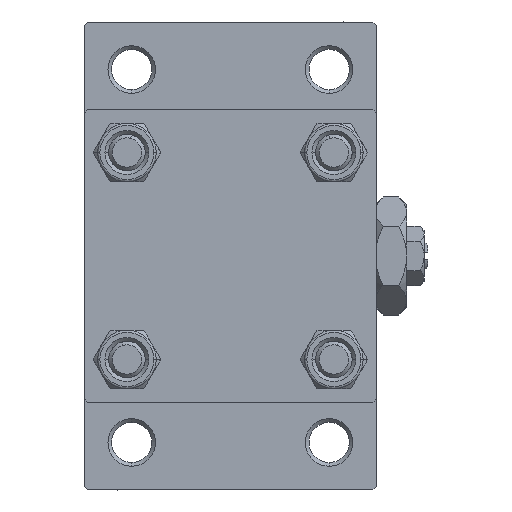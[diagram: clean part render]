
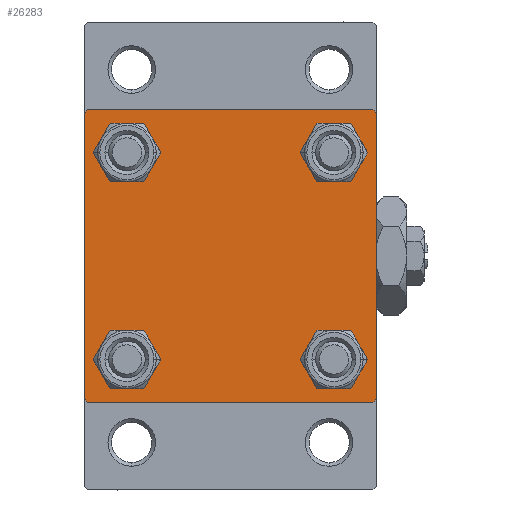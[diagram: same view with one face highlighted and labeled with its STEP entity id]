
A CAD part, left-side view. The second image highlights one B-rep face of the part: STEP entity #26283.
In plain terms, the highlighted planar face has unit normal (-1, 0, 0).
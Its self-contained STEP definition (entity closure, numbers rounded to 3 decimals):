
#82 = DIRECTION ( 'NONE',  ( 0., 0., 1. ) ) ;
#100 = ORIENTED_EDGE ( 'NONE', *, *, #30597, .T. ) ;
#144 = DIRECTION ( 'NONE',  ( 0., 0.707, -0.707 ) ) ;
#515 = DIRECTION ( 'NONE',  ( 0., 0., 1. ) ) ;
#700 = DIRECTION ( 'NONE',  ( 0., 0., 1. ) ) ;
#775 = ORIENTED_EDGE ( 'NONE', *, *, #20762, .T. ) ;
#788 = CIRCLE ( 'NONE', #9495, 3. ) ;
#1011 = CARTESIAN_POINT ( 'NONE',  ( 0., 14.15, -17.15 ) ) ;
#1852 = AXIS2_PLACEMENT_3D ( 'NONE', #4246, #34326, #515 ) ;
#1889 = VERTEX_POINT ( 'NONE', #6493 ) ;
#2110 = ORIENTED_EDGE ( 'NONE', *, *, #14446, .T. ) ;
#2150 = DIRECTION ( 'NONE',  ( 0., 0., 1. ) ) ;
#2362 = EDGE_LOOP ( 'NONE', ( #25134, #28930, #100, #7948, #48739, #19669, #32412, #28415 ) ) ;
#2615 = EDGE_CURVE ( 'NONE', #38499, #11918, #18938, .T. ) ;
#2685 = FACE_BOUND ( 'NONE', #3519, .T. ) ;
#2804 = VERTEX_POINT ( 'NONE', #43776 ) ;
#3478 = DIRECTION ( 'NONE',  ( 1., 0., 0. ) ) ;
#3519 = EDGE_LOOP ( 'NONE', ( #28827, #26456 ) ) ;
#3907 = CARTESIAN_POINT ( 'NONE',  ( 0., 19.75, -19.75 ) ) ;
#4050 = CARTESIAN_POINT ( 'NONE',  ( 0., -14.15, -14.15 ) ) ;
#4083 = CARTESIAN_POINT ( 'NONE',  ( 0., -19.75, 19.75 ) ) ;
#4246 = CARTESIAN_POINT ( 'NONE',  ( 0., 14.15, 14.15 ) ) ;
#4716 = LINE ( 'NONE', #34801, #29716 ) ;
#4924 = CARTESIAN_POINT ( 'NONE',  ( 0., 20., 20. ) ) ;
#5172 = EDGE_CURVE ( 'NONE', #20883, #47350, #15269, .T. ) ;
#5379 = DIRECTION ( 'NONE',  ( 1., 0., 0. ) ) ;
#5487 = CARTESIAN_POINT ( 'NONE',  ( 0., -14.15, 17.15 ) ) ;
#5710 = AXIS2_PLACEMENT_3D ( 'NONE', #4050, #41030, #82 ) ;
#5893 = DIRECTION ( 'NONE',  ( 1., 0., 0. ) ) ;
#6493 = CARTESIAN_POINT ( 'NONE',  ( 0., -20., 19.5 ) ) ;
#6567 = EDGE_CURVE ( 'NONE', #1889, #21613, #10987, .T. ) ;
#7100 = EDGE_LOOP ( 'NONE', ( #41116, #775 ) ) ;
#7196 = CARTESIAN_POINT ( 'NONE',  ( 0., -14.15, 14.15 ) ) ;
#7363 = CARTESIAN_POINT ( 'NONE',  ( 0., 14.15, -14.15 ) ) ;
#7610 = DIRECTION ( 'NONE',  ( 0., 0., -1. ) ) ;
#7948 = ORIENTED_EDGE ( 'NONE', *, *, #10768, .T. ) ;
#8280 = DIRECTION ( 'NONE',  ( 0., 0., 1. ) ) ;
#8284 = VECTOR ( 'NONE', #20472, 1000. ) ;
#8455 = CIRCLE ( 'NONE', #26575, 3. ) ;
#8579 = VERTEX_POINT ( 'NONE', #32694 ) ;
#9373 = ORIENTED_EDGE ( 'NONE', *, *, #24264, .T. ) ;
#9495 = AXIS2_PLACEMENT_3D ( 'NONE', #7196, #3478, #15328 ) ;
#9612 = LINE ( 'NONE', #4924, #8284 ) ;
#9862 = FACE_BOUND ( 'NONE', #30838, .T. ) ;
#10341 = AXIS2_PLACEMENT_3D ( 'NONE', #38194, #34984, #700 ) ;
#10768 = EDGE_CURVE ( 'NONE', #31551, #21613, #33275, .T. ) ;
#10987 = LINE ( 'NONE', #18876, #17944 ) ;
#11918 = VERTEX_POINT ( 'NONE', #35948 ) ;
#12666 = VERTEX_POINT ( 'NONE', #37950 ) ;
#13322 = FACE_BOUND ( 'NONE', #7100, .T. ) ;
#13567 = PLANE ( 'NONE',  #39731 ) ;
#13669 = CARTESIAN_POINT ( 'NONE',  ( 0., -19.5, -20. ) ) ;
#13748 = CARTESIAN_POINT ( 'NONE',  ( 0., 19.5, 20. ) ) ;
#14046 = FACE_OUTER_BOUND ( 'NONE', #2362, .T. ) ;
#14446 = EDGE_CURVE ( 'NONE', #8579, #14964, #42486, .T. ) ;
#14505 = CARTESIAN_POINT ( 'NONE',  ( 0., 19.75, 19.75 ) ) ;
#14541 = CARTESIAN_POINT ( 'NONE',  ( 0., -19.75, -19.75 ) ) ;
#14943 = VECTOR ( 'NONE', #29572, 1000. ) ;
#14964 = VERTEX_POINT ( 'NONE', #20881 ) ;
#15269 = LINE ( 'NONE', #3907, #25750 ) ;
#15328 = DIRECTION ( 'NONE',  ( 0., 0., 1. ) ) ;
#15727 = EDGE_CURVE ( 'NONE', #11918, #20883, #36530, .T. ) ;
#16864 = EDGE_CURVE ( 'NONE', #25840, #40400, #788, .T. ) ;
#17151 = CARTESIAN_POINT ( 'NONE',  ( 0., -20., -19.5 ) ) ;
#17301 = AXIS2_PLACEMENT_3D ( 'NONE', #28312, #5379, #2150 ) ;
#17944 = VECTOR ( 'NONE', #22565, 1000. ) ;
#18656 = CARTESIAN_POINT ( 'NONE',  ( 0., -14.15, -14.15 ) ) ;
#18713 = EDGE_CURVE ( 'NONE', #1889, #2804, #25805, .T. ) ;
#18876 = CARTESIAN_POINT ( 'NONE',  ( 0., -20., 20. ) ) ;
#18938 = LINE ( 'NONE', #14505, #36677 ) ;
#18975 = DIRECTION ( 'NONE',  ( 0., -0.707, -0.707 ) ) ;
#19267 = AXIS2_PLACEMENT_3D ( 'NONE', #7363, #48269, #8280 ) ;
#19669 = ORIENTED_EDGE ( 'NONE', *, *, #18713, .T. ) ;
#20472 = DIRECTION ( 'NONE',  ( 0., -1., 0. ) ) ;
#20762 = EDGE_CURVE ( 'NONE', #39049, #12666, #39562, .T. ) ;
#20881 = CARTESIAN_POINT ( 'NONE',  ( 0., 14.15, 11.15 ) ) ;
#20883 = VERTEX_POINT ( 'NONE', #26655 ) ;
#21307 = AXIS2_PLACEMENT_3D ( 'NONE', #18656, #42778, #23329 ) ;
#21530 = CARTESIAN_POINT ( 'NONE',  ( 0., 14.15, -11.15 ) ) ;
#21613 = VERTEX_POINT ( 'NONE', #17151 ) ;
#21926 = DIRECTION ( 'NONE',  ( 0., 0., 1. ) ) ;
#22565 = DIRECTION ( 'NONE',  ( 0., 0., -1. ) ) ;
#22859 = VECTOR ( 'NONE', #7610, 1000. ) ;
#23329 = DIRECTION ( 'NONE',  ( 0., 0., 1. ) ) ;
#23660 = CARTESIAN_POINT ( 'NONE',  ( 0., -14.15, 11.15 ) ) ;
#23674 = CIRCLE ( 'NONE', #21307, 3. ) ;
#23967 = DIRECTION ( 'NONE',  ( 0., -1., 0. ) ) ;
#24264 = EDGE_CURVE ( 'NONE', #14964, #8579, #47202, .T. ) ;
#24646 = CARTESIAN_POINT ( 'NONE',  ( 0., -14.15, 14.15 ) ) ;
#24731 = CARTESIAN_POINT ( 'NONE',  ( 0., 20., 20. ) ) ;
#25134 = ORIENTED_EDGE ( 'NONE', *, *, #15727, .T. ) ;
#25476 = EDGE_CURVE ( 'NONE', #47363, #36083, #40529, .T. ) ;
#25750 = VECTOR ( 'NONE', #18975, 1000. ) ;
#25805 = LINE ( 'NONE', #4083, #28459 ) ;
#25840 = VERTEX_POINT ( 'NONE', #5487 ) ;
#26283 = ADVANCED_FACE ( 'NONE', ( #2685, #13322, #9862, #47785, #14046 ), #13567, .T. ) ;
#26456 = ORIENTED_EDGE ( 'NONE', *, *, #31944, .T. ) ;
#26575 = AXIS2_PLACEMENT_3D ( 'NONE', #24646, #5893, #35961 ) ;
#26655 = CARTESIAN_POINT ( 'NONE',  ( 0., 20., -19.5 ) ) ;
#27413 = EDGE_CURVE ( 'NONE', #38499, #2804, #9612, .T. ) ;
#28312 = CARTESIAN_POINT ( 'NONE',  ( 0., 14.15, -14.15 ) ) ;
#28355 = CARTESIAN_POINT ( 'NONE',  ( 0., 0., 0. ) ) ;
#28415 = ORIENTED_EDGE ( 'NONE', *, *, #2615, .T. ) ;
#28459 = VECTOR ( 'NONE', #45750, 1000. ) ;
#28827 = ORIENTED_EDGE ( 'NONE', *, *, #16864, .T. ) ;
#28930 = ORIENTED_EDGE ( 'NONE', *, *, #5172, .T. ) ;
#28931 = EDGE_LOOP ( 'NONE', ( #2110, #9373 ) ) ;
#29572 = DIRECTION ( 'NONE',  ( 0., -0.707, 0.707 ) ) ;
#29613 = ORIENTED_EDGE ( 'NONE', *, *, #40535, .T. ) ;
#29716 = VECTOR ( 'NONE', #23967, 1000. ) ;
#30597 = EDGE_CURVE ( 'NONE', #47350, #31551, #4716, .T. ) ;
#30838 = EDGE_LOOP ( 'NONE', ( #33905, #29613 ) ) ;
#31551 = VERTEX_POINT ( 'NONE', #13669 ) ;
#31944 = EDGE_CURVE ( 'NONE', #40400, #25840, #8455, .T. ) ;
#32367 = CARTESIAN_POINT ( 'NONE',  ( 0., -14.15, -17.15 ) ) ;
#32412 = ORIENTED_EDGE ( 'NONE', *, *, #27413, .F. ) ;
#32694 = CARTESIAN_POINT ( 'NONE',  ( 0., 14.15, 17.15 ) ) ;
#33275 = LINE ( 'NONE', #14541, #14943 ) ;
#33905 = ORIENTED_EDGE ( 'NONE', *, *, #25476, .T. ) ;
#34326 = DIRECTION ( 'NONE',  ( 1., 0., 0. ) ) ;
#34801 = CARTESIAN_POINT ( 'NONE',  ( 0., 20., -20. ) ) ;
#34984 = DIRECTION ( 'NONE',  ( 1., 0., 0. ) ) ;
#35948 = CARTESIAN_POINT ( 'NONE',  ( 0., 20., 19.5 ) ) ;
#35961 = DIRECTION ( 'NONE',  ( 0., 0., 1. ) ) ;
#36083 = VERTEX_POINT ( 'NONE', #1011 ) ;
#36530 = LINE ( 'NONE', #24731, #22859 ) ;
#36677 = VECTOR ( 'NONE', #144, 1000. ) ;
#37950 = CARTESIAN_POINT ( 'NONE',  ( 0., -14.15, -11.15 ) ) ;
#38194 = CARTESIAN_POINT ( 'NONE',  ( 0., 14.15, 14.15 ) ) ;
#38499 = VERTEX_POINT ( 'NONE', #13748 ) ;
#38519 = CIRCLE ( 'NONE', #17301, 3. ) ;
#39049 = VERTEX_POINT ( 'NONE', #32367 ) ;
#39521 = CARTESIAN_POINT ( 'NONE',  ( 0., 19.5, -20. ) ) ;
#39562 = CIRCLE ( 'NONE', #5710, 3. ) ;
#39731 = AXIS2_PLACEMENT_3D ( 'NONE', #28355, #43383, #21926 ) ;
#40400 = VERTEX_POINT ( 'NONE', #23660 ) ;
#40529 = CIRCLE ( 'NONE', #19267, 3. ) ;
#40535 = EDGE_CURVE ( 'NONE', #36083, #47363, #38519, .T. ) ;
#41030 = DIRECTION ( 'NONE',  ( 1., 0., 0. ) ) ;
#41116 = ORIENTED_EDGE ( 'NONE', *, *, #42381, .T. ) ;
#42381 = EDGE_CURVE ( 'NONE', #12666, #39049, #23674, .T. ) ;
#42486 = CIRCLE ( 'NONE', #10341, 3. ) ;
#42778 = DIRECTION ( 'NONE',  ( 1., 0., 0. ) ) ;
#43383 = DIRECTION ( 'NONE',  ( -1., 0., 0. ) ) ;
#43776 = CARTESIAN_POINT ( 'NONE',  ( 0., -19.5, 20. ) ) ;
#45750 = DIRECTION ( 'NONE',  ( 0., 0.707, 0.707 ) ) ;
#47202 = CIRCLE ( 'NONE', #1852, 3. ) ;
#47350 = VERTEX_POINT ( 'NONE', #39521 ) ;
#47363 = VERTEX_POINT ( 'NONE', #21530 ) ;
#47785 = FACE_BOUND ( 'NONE', #28931, .T. ) ;
#48269 = DIRECTION ( 'NONE',  ( 1., 0., 0. ) ) ;
#48739 = ORIENTED_EDGE ( 'NONE', *, *, #6567, .F. ) ;
